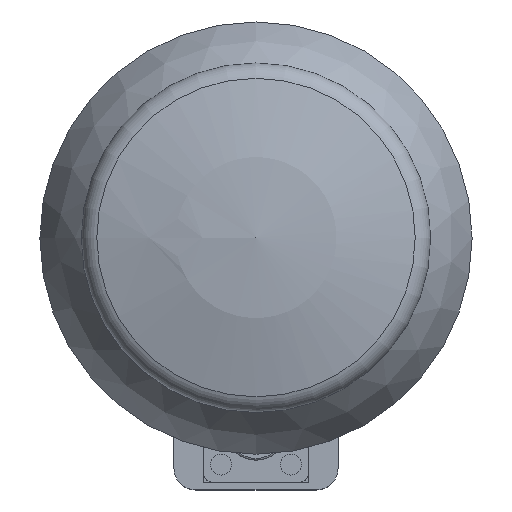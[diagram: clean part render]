
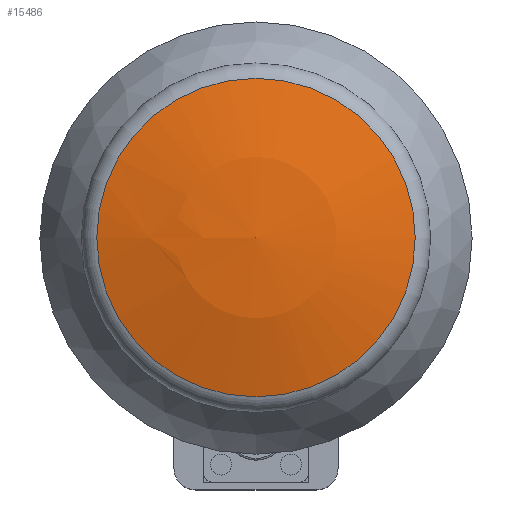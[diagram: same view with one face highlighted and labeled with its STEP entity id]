
A CAD part, top view. The second image highlights one B-rep face of the part: STEP entity #15486.
In plain terms, the highlighted spherical face has radius 31.1 mm.
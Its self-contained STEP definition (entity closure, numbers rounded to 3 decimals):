
#16=SPHERICAL_SURFACE('',#16690,31.1);
#1372=FACE_OUTER_BOUND('',#2235,.T.);
#2235=EDGE_LOOP('',(#13716,#13717,#13718));
#2790=CIRCLE('',#16688,9.116);
#2792=CIRCLE('',#16691,31.1);
#7677=VERTEX_POINT('',#24857);
#7678=VERTEX_POINT('',#24861);
#9739=EDGE_CURVE('',#7677,#7677,#2790,.T.);
#9741=EDGE_CURVE('',#7678,#7677,#2792,.T.);
#13716=ORIENTED_EDGE('',*,*,#9739,.T.);
#13717=ORIENTED_EDGE('',*,*,#9741,.F.);
#13718=ORIENTED_EDGE('',*,*,#9741,.T.);
#15486=ADVANCED_FACE('',(#1372),#16,.T.);
#16688=AXIS2_PLACEMENT_3D('',#24858,#20285,#20286);
#16690=AXIS2_PLACEMENT_3D('',#24860,#20289,#20290);
#16691=AXIS2_PLACEMENT_3D('',#24862,#20291,#20292);
#20285=DIRECTION('center_axis',(0.,0.,1.));
#20286=DIRECTION('ref_axis',(1.,0.,0.));
#20289=DIRECTION('center_axis',(0.,0.,1.));
#20290=DIRECTION('ref_axis',(1.,0.,0.));
#20291=DIRECTION('center_axis',(0.,-1.,0.));
#20292=DIRECTION('ref_axis',(-1.,0.,0.));
#24857=CARTESIAN_POINT('',(-9.116,0.,28.164));
#24858=CARTESIAN_POINT('Origin',(0.,0.,28.164));
#24860=CARTESIAN_POINT('Origin',(0.,0.,-1.57));
#24861=CARTESIAN_POINT('',(0.,0.,
29.53));
#24862=CARTESIAN_POINT('Origin',(0.,0.,-1.57));
